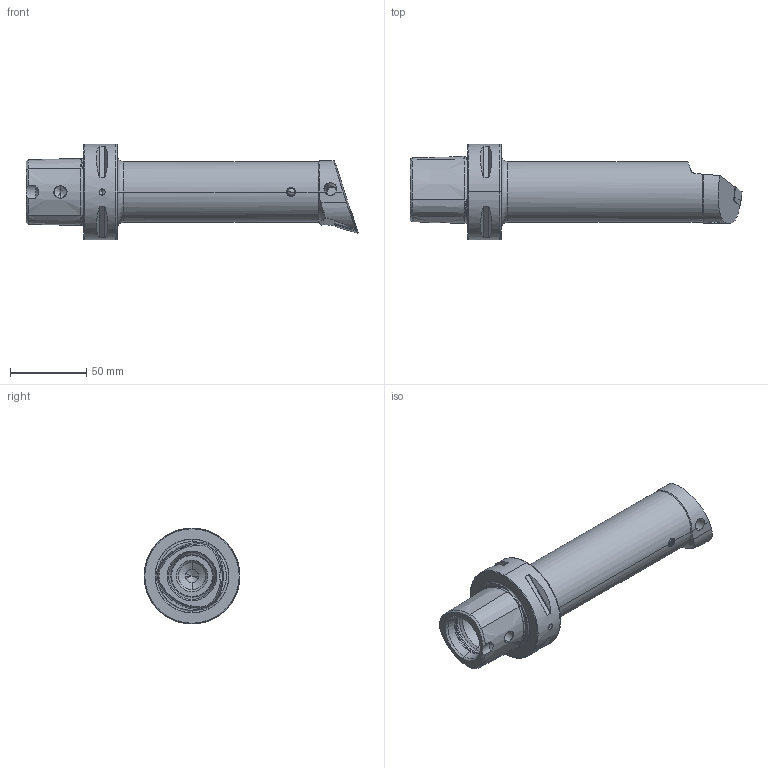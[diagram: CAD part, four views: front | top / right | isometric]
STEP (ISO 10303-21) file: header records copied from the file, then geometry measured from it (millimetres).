
FILE_DESCRIPTION (( 'STEP AP214' ), '1' );
FILE_NAME ('PS6.PDF.RQC.180.STEP', '2020-09-16T09:30:28', ( '' ), ( '' ), 'SwSTEP 2.0', 'SolidWorks 2017', '' );
FILE_SCHEMA (( 'AUTOMOTIVE_DESIGN' ));
Length unit declared in the file: millimetre
Products named in the file (8): PS6.PDF.RQC.180; KVT_MB_600_060; WCD-ER1.101.000; WDF-ER2.101.003_A; DNMG150604; WCD-ER4.101.017_A; WDF-ER3.101.000_A; PS6-PDF.RQC.180_A
Assembly tree (7 placements, depth 2):
  PS6.PDF.RQC.180
    PS6-PDF.RQC.180_A
    KVT_MB_600_060
    WCD-ER1.101.000
    WDF-ER2.101.003_A
    WDF-ER3.101.000_A
    DNMG150604
    WCD-ER4.101.017_A
Bounding box: 218 x 63 x 63 mm (x, y, z)
Volume: 267824.1 mm3; surface area: 46097.3 mm2
Topology: 8 solids, 8 shells, 346 faces, 848 edges, 507 vertices
Faces by surface type: cone 112, plane 92, cylinder 87, torus 41, bspline 12, sphere 2
Entity records: 11534 total; most frequent: CARTESIAN_POINT 3333, ORIENTED_EDGE 1654, DIRECTION 1639, EDGE_CURVE 827, AXIS2_PLACEMENT_3D 648, VERTEX_POINT 504, EDGE_LOOP 367, ADVANCED_FACE 346
